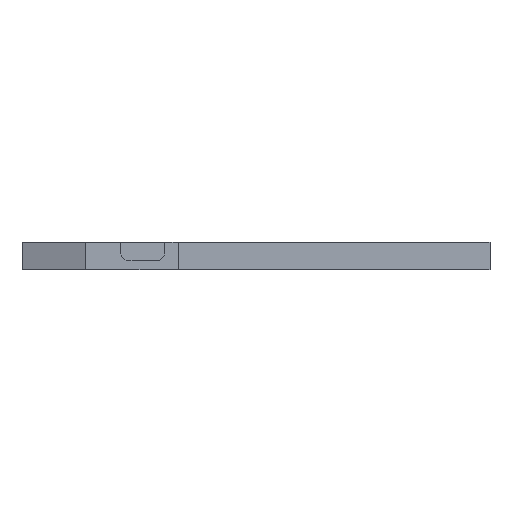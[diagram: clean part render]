
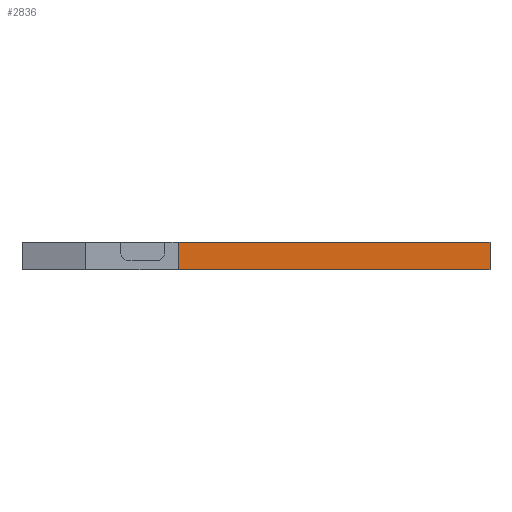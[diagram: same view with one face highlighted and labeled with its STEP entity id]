
A CAD part, left-side view. The second image highlights one B-rep face of the part: STEP entity #2836.
In plain terms, the highlighted planar face has unit normal (-1, 0, 0).
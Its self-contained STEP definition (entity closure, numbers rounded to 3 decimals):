
#104=PLANE('',#3030);
#253=FACE_OUTER_BOUND('',#422,.T.);
#422=EDGE_LOOP('',(#2353,#2354,#2355,#2356,#2357));
#629=LINE('',#4163,#1001);
#646=LINE('',#4195,#1018);
#656=LINE('',#4216,#1028);
#676=LINE('',#4255,#1048);
#764=LINE('',#4431,#1136);
#1001=VECTOR('',#3325,10.);
#1018=VECTOR('',#3348,10.);
#1028=VECTOR('',#3364,10.);
#1048=VECTOR('',#3398,10.);
#1136=VECTOR('',#3580,10.);
#1316=VERTEX_POINT('',#3965);
#1408=VERTEX_POINT('',#4160);
#1409=VERTEX_POINT('',#4162);
#1421=VERTEX_POINT('',#4193);
#1441=VERTEX_POINT('',#4253);
#1682=EDGE_CURVE('',#1408,#1409,#629,.T.);
#1699=EDGE_CURVE('',#1421,#1408,#646,.T.);
#1711=EDGE_CURVE('',#1421,#1316,#656,.T.);
#1731=EDGE_CURVE('',#1316,#1441,#676,.T.);
#1819=EDGE_CURVE('',#1441,#1409,#764,.T.);
#2353=ORIENTED_EDGE('',*,*,#1699,.F.);
#2354=ORIENTED_EDGE('',*,*,#1711,.T.);
#2355=ORIENTED_EDGE('',*,*,#1731,.T.);
#2356=ORIENTED_EDGE('',*,*,#1819,.T.);
#2357=ORIENTED_EDGE('',*,*,#1682,.F.);
#2836=ADVANCED_FACE('',(#253),#104,.T.);
#3030=AXIS2_PLACEMENT_3D('',#4430,#3578,#3579);
#3325=DIRECTION('',(0.,0.,1.));
#3348=DIRECTION('',(0.,1.,0.));
#3364=DIRECTION('',(0.,0.,1.));
#3398=DIRECTION('',(0.,0.,1.));
#3578=DIRECTION('center_axis',(-1.,0.,0.));
#3579=DIRECTION('ref_axis',(0.,0.,1.));
#3580=DIRECTION('',(0.,1.,0.));
#3965=CARTESIAN_POINT('',(-83.172,-30.75,-11.432));
#4160=CARTESIAN_POINT('',(-83.172,36.35,-12.432));
#4162=CARTESIAN_POINT('',(-83.172,36.35,-6.432));
#4163=CARTESIAN_POINT('',(-83.172,36.35,-11.432));
#4193=CARTESIAN_POINT('',(-83.172,-30.75,-12.432));
#4195=CARTESIAN_POINT('',(-83.172,31.75,-12.432));
#4216=CARTESIAN_POINT('',(-83.172,-30.75,-12.432));
#4253=CARTESIAN_POINT('',(-83.172,-30.75,-6.432));
#4255=CARTESIAN_POINT('',(-83.172,-30.75,-11.432));
#4430=CARTESIAN_POINT('Origin',(-83.172,30.75,-11.432));
#4431=CARTESIAN_POINT('',(-83.172,-30.75,-6.432));
